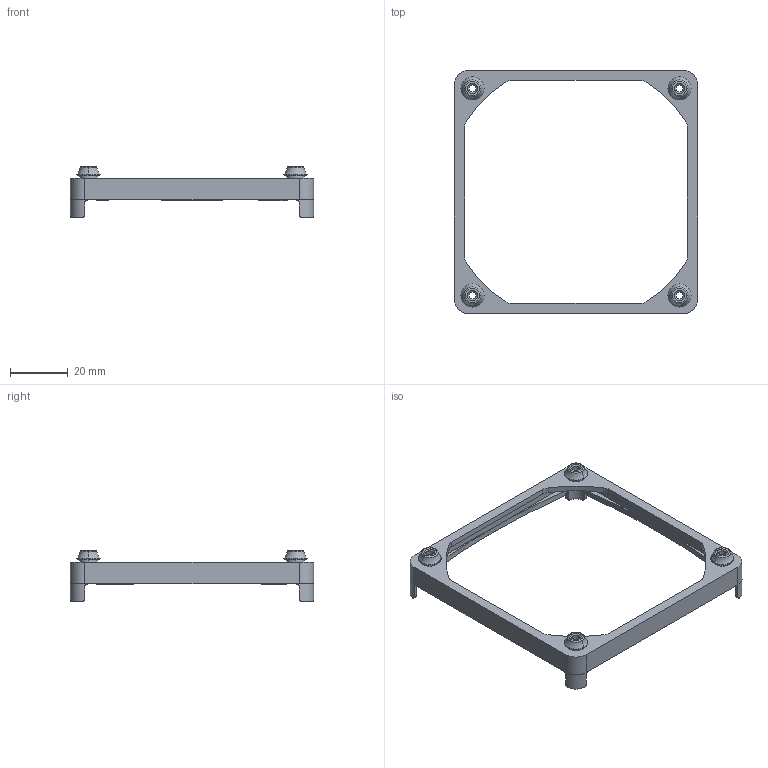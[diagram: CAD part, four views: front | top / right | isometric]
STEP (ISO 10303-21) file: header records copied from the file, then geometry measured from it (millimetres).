
FILE_DESCRIPTION((''),'2;1');
FILE_NAME('LM-80-30-10-F.stp','2010-02-07T20:56:15',(''),(''),'Mechanical Desktop.R8.0.24.0','Mechanical Desktop.R8.0.24.0',', , ');
FILE_SCHEMA(('CONFIG_CONTROL_DESIGN'));
Length unit declared in the file: millimetre
Products named in the file (2): LM-80-30-10-F OVA; LM-80-30-10-F OV
Assembly tree (1 placements, depth 2):
  LM-80-30-10-F OVA
    LM-80-30-10-F OV
Bounding box: 84 x 84 x 17.5 mm (x, y, z)
Volume: 7606.5 mm3; surface area: 9207.6 mm2
Topology: 1 solids, 1 shells, 2013 faces, 5664 edges, 3743 vertices
Faces by surface type: bspline 1480, plane 354, cylinder 119, torus 36, sphere 16, cone 8
Entity records: 73406 total; most frequent: CARTESIAN_POINT 31458, ORIENTED_EDGE 11280, EDGE_CURVE 5640, DIRECTION 4073, VERTEX_POINT 3735, B_SPLINE_CURVE_WITH_KNOTS 2976, VECTOR 2325, LINE 2325
